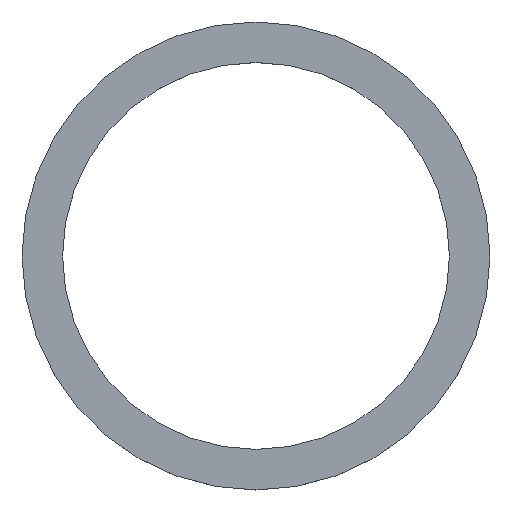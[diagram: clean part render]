
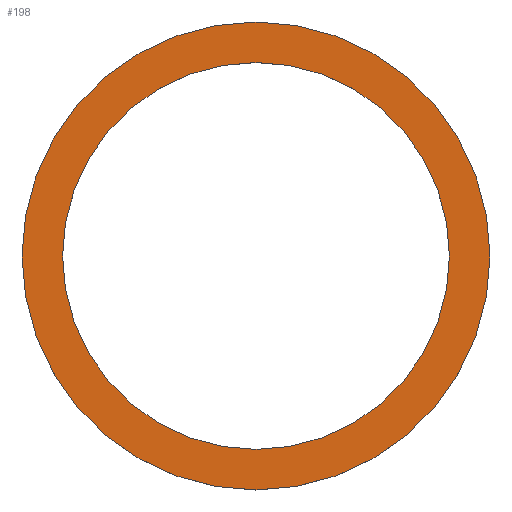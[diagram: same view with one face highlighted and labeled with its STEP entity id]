
A CAD part, top view. The second image highlights one B-rep face of the part: STEP entity #198.
In plain terms, the highlighted planar face has unit normal (0, 0, 1).
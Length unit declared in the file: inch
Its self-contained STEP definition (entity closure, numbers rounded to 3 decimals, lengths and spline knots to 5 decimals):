
#3 = AXIS2_PLACEMENT_3D ( 'NONE', #197, #99, #50 ) ;
#7 = VERTEX_POINT ( 'NONE', #28 ) ;
#13 = DIRECTION ( 'NONE',  ( 0., 0., 1. ) ) ;
#16 = DIRECTION ( 'NONE',  ( 1., 0., 0. ) ) ;
#21 = CARTESIAN_POINT ( 'NONE',  ( 0., 0., 0.12 ) ) ;
#23 = EDGE_CURVE ( 'NONE', #106, #104, #70, .T. ) ;
#26 = CIRCLE ( 'NONE', #139, 1.1925 ) ;
#27 = VERTEX_POINT ( 'NONE', #61 ) ;
#28 = CARTESIAN_POINT ( 'NONE',  ( -1.1925, 0., 0.12 ) ) ;
#35 = DIRECTION ( 'NONE',  ( 1., 0., 0. ) ) ;
#39 = EDGE_CURVE ( 'NONE', #27, #7, #128, .T. ) ;
#50 = DIRECTION ( 'NONE',  ( 1., 0., 0. ) ) ;
#51 = FACE_OUTER_BOUND ( 'NONE', #58, .T. ) ;
#53 = AXIS2_PLACEMENT_3D ( 'NONE', #21, #187, #16 ) ;
#55 = AXIS2_PLACEMENT_3D ( 'NONE', #79, #180, #184 ) ;
#58 = EDGE_LOOP ( 'NONE', ( #134, #135 ) ) ;
#61 = CARTESIAN_POINT ( 'NONE',  ( 1.1925, 0., 0.12 ) ) ;
#67 = DIRECTION ( 'NONE',  ( 0., 0., 1. ) ) ;
#70 = CIRCLE ( 'NONE', #55, 1.4425 ) ;
#79 = CARTESIAN_POINT ( 'NONE',  ( 0., 0., 0.12 ) ) ;
#86 = EDGE_LOOP ( 'NONE', ( #121, #119 ) ) ;
#96 = CIRCLE ( 'NONE', #110, 1.4425 ) ;
#99 = DIRECTION ( 'NONE',  ( 0., 0., 1. ) ) ;
#104 = VERTEX_POINT ( 'NONE', #164 ) ;
#106 = VERTEX_POINT ( 'NONE', #140 ) ;
#110 = AXIS2_PLACEMENT_3D ( 'NONE', #156, #13, #205 ) ;
#115 = PLANE ( 'NONE',  #53 ) ;
#119 = ORIENTED_EDGE ( 'NONE', *, *, #155, .F. ) ;
#121 = ORIENTED_EDGE ( 'NONE', *, *, #39, .F. ) ;
#128 = CIRCLE ( 'NONE', #3, 1.1925 ) ;
#129 = EDGE_CURVE ( 'NONE', #104, #106, #96, .T. ) ;
#134 = ORIENTED_EDGE ( 'NONE', *, *, #129, .T. ) ;
#135 = ORIENTED_EDGE ( 'NONE', *, *, #23, .T. ) ;
#139 = AXIS2_PLACEMENT_3D ( 'NONE', #143, #67, #35 ) ;
#140 = CARTESIAN_POINT ( 'NONE',  ( -1.4425, 0., 0.12 ) ) ;
#143 = CARTESIAN_POINT ( 'NONE',  ( 0., 0., 0.12 ) ) ;
#155 = EDGE_CURVE ( 'NONE', #7, #27, #26, .T. ) ;
#156 = CARTESIAN_POINT ( 'NONE',  ( 0., 0., 0.12 ) ) ;
#157 = FACE_BOUND ( 'NONE', #86, .T. ) ;
#164 = CARTESIAN_POINT ( 'NONE',  ( 1.4425, 0., 0.12 ) ) ;
#180 = DIRECTION ( 'NONE',  ( 0., 0., 1. ) ) ;
#184 = DIRECTION ( 'NONE',  ( 1., 0., 0. ) ) ;
#187 = DIRECTION ( 'NONE',  ( 0., 0., 1. ) ) ;
#197 = CARTESIAN_POINT ( 'NONE',  ( 0., 0., 0.12 ) ) ;
#198 = ADVANCED_FACE ( 'NONE', ( #51, #157 ), #115, .T. ) ;
#205 = DIRECTION ( 'NONE',  ( 1., 0., 0. ) ) ;
